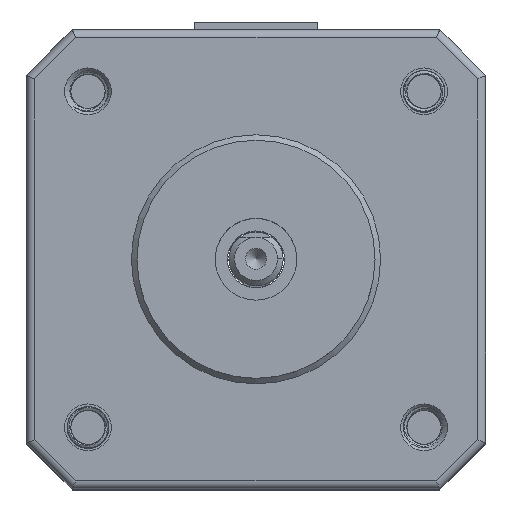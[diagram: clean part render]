
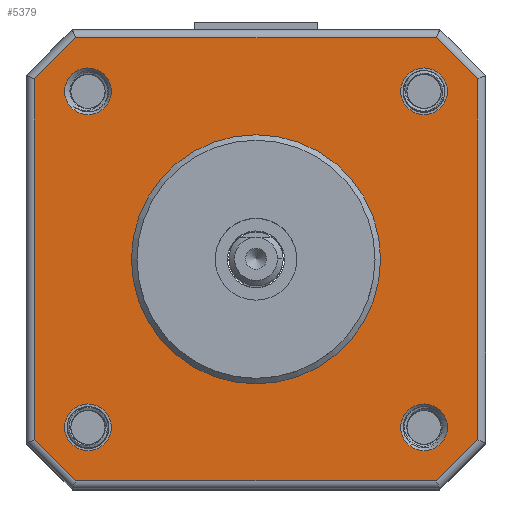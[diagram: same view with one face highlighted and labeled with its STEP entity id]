
A CAD part, top view. The second image highlights one B-rep face of the part: STEP entity #5379.
In plain terms, the highlighted planar face has unit normal (0, 0, 1).
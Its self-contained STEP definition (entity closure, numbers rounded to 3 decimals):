
#24=FACE_BOUND('',#1077,.T.);
#25=FACE_BOUND('',#1078,.T.);
#26=FACE_BOUND('',#1079,.T.);
#27=FACE_BOUND('',#1080,.T.);
#28=FACE_BOUND('',#1081,.T.);
#181=PLANE('',#5805);
#764=FACE_OUTER_BOUND('',#1076,.T.);
#1076=EDGE_LOOP('',(#4692,#4693,#4694,#4695,#4696,#4697,#4698,#4699));
#1077=EDGE_LOOP('',(#4700));
#1078=EDGE_LOOP('',(#4701));
#1079=EDGE_LOOP('',(#4702));
#1080=EDGE_LOOP('',(#4703));
#1081=EDGE_LOOP('',(#4704));
#1435=LINE('',#31101,#1824);
#1440=LINE('',#31114,#1829);
#1443=LINE('',#31122,#1832);
#1446=LINE('',#31130,#1835);
#1449=LINE('',#31138,#1838);
#1451=LINE('',#31144,#1840);
#1452=LINE('',#31148,#1841);
#1453=LINE('',#31150,#1842);
#1824=VECTOR('',#6818,1000.);
#1829=VECTOR('',#6833,1000.);
#1832=VECTOR('',#6842,1000.);
#1835=VECTOR('',#6851,1000.);
#1838=VECTOR('',#6860,1000.);
#1840=VECTOR('',#6868,1000.);
#1841=VECTOR('',#6873,1000.);
#1842=VECTOR('',#6876,1000.);
#1989=CIRCLE('',#5734,11.493);
#1994=CIRCLE('',#5742,2.155);
#1997=CIRCLE('',#5747,2.155);
#2000=CIRCLE('',#5752,2.155);
#2003=CIRCLE('',#5757,2.155);
#2424=VERTEX_POINT('',#19947);
#2432=VERTEX_POINT('',#20039);
#2438=VERTEX_POINT('',#20141);
#2444=VERTEX_POINT('',#20259);
#2450=VERTEX_POINT('',#20393);
#2474=VERTEX_POINT('',#31098);
#2475=VERTEX_POINT('',#31100);
#2478=VERTEX_POINT('',#31112);
#2480=VERTEX_POINT('',#31120);
#2482=VERTEX_POINT('',#31128);
#2484=VERTEX_POINT('',#31136);
#2485=VERTEX_POINT('',#31142);
#2486=VERTEX_POINT('',#31146);
#3119=EDGE_CURVE('',#2424,#2424,#1989,.T.);
#3132=EDGE_CURVE('',#2432,#2432,#1994,.T.);
#3141=EDGE_CURVE('',#2438,#2438,#1997,.T.);
#3150=EDGE_CURVE('',#2444,#2444,#2000,.T.);
#3159=EDGE_CURVE('',#2450,#2450,#2003,.T.);
#3214=EDGE_CURVE('',#2475,#2474,#1435,.T.);
#3221=EDGE_CURVE('',#2474,#2478,#1440,.T.);
#3225=EDGE_CURVE('',#2478,#2480,#1443,.T.);
#3229=EDGE_CURVE('',#2480,#2482,#1446,.T.);
#3233=EDGE_CURVE('',#2482,#2484,#1449,.T.);
#3236=EDGE_CURVE('',#2484,#2485,#1451,.T.);
#3238=EDGE_CURVE('',#2485,#2486,#1452,.T.);
#3239=EDGE_CURVE('',#2486,#2475,#1453,.T.);
#4692=ORIENTED_EDGE('',*,*,#3238,.T.);
#4693=ORIENTED_EDGE('',*,*,#3239,.T.);
#4694=ORIENTED_EDGE('',*,*,#3214,.T.);
#4695=ORIENTED_EDGE('',*,*,#3221,.T.);
#4696=ORIENTED_EDGE('',*,*,#3225,.T.);
#4697=ORIENTED_EDGE('',*,*,#3229,.T.);
#4698=ORIENTED_EDGE('',*,*,#3233,.T.);
#4699=ORIENTED_EDGE('',*,*,#3236,.T.);
#4700=ORIENTED_EDGE('',*,*,#3141,.T.);
#4701=ORIENTED_EDGE('',*,*,#3132,.T.);
#4702=ORIENTED_EDGE('',*,*,#3150,.T.);
#4703=ORIENTED_EDGE('',*,*,#3159,.T.);
#4704=ORIENTED_EDGE('',*,*,#3119,.T.);
#5379=ADVANCED_FACE('',(#764,#24,#25,#26,#27,#28),#181,.F.);
#5734=AXIS2_PLACEMENT_3D('',#19948,#6689,#6690);
#5742=AXIS2_PLACEMENT_3D('',#20041,#6708,#6709);
#5747=AXIS2_PLACEMENT_3D('',#20143,#6719,#6720);
#5752=AXIS2_PLACEMENT_3D('',#20261,#6730,#6731);
#5757=AXIS2_PLACEMENT_3D('',#20395,#6741,#6742);
#5805=AXIS2_PLACEMENT_3D('',#31151,#6877,#6878);
#6689=DIRECTION('center_axis',(0.,0.,-1.));
#6690=DIRECTION('ref_axis',(-1.,0.,0.));
#6708=DIRECTION('center_axis',(0.,0.,-1.));
#6709=DIRECTION('ref_axis',(-1.,0.,0.));
#6719=DIRECTION('center_axis',(0.,0.,-1.));
#6720=DIRECTION('ref_axis',(-1.,0.,0.));
#6730=DIRECTION('center_axis',(0.,0.,-1.));
#6731=DIRECTION('ref_axis',(-1.,0.,0.));
#6741=DIRECTION('center_axis',(0.,0.,-1.));
#6742=DIRECTION('ref_axis',(-1.,0.,0.));
#6818=DIRECTION('',(-0.707,-0.707,0.));
#6833=DIRECTION('',(0.,-1.,0.));
#6842=DIRECTION('',(0.707,-0.707,0.));
#6851=DIRECTION('',(1.,0.,0.));
#6860=DIRECTION('',(0.707,0.707,0.));
#6868=DIRECTION('',(0.,1.,0.));
#6873=DIRECTION('',(-0.707,0.707,0.));
#6876=DIRECTION('',(-1.,0.,0.));
#6877=DIRECTION('center_axis',(0.,0.,-1.));
#6878=DIRECTION('ref_axis',(-1.,0.,0.));
#19947=CARTESIAN_POINT('',(11.493,0.,10.987));
#19948=CARTESIAN_POINT('Origin',(0.,0.,10.987));
#20039=CARTESIAN_POINT('',(-15.5,-17.655,10.987));
#20041=CARTESIAN_POINT('Origin',(-15.5,-15.5,10.987));
#20141=CARTESIAN_POINT('',(17.655,-15.5,10.987));
#20143=CARTESIAN_POINT('Origin',(15.5,-15.5,10.987));
#20259=CARTESIAN_POINT('',(15.5,17.655,10.987));
#20261=CARTESIAN_POINT('Origin',(15.5,15.5,10.987));
#20393=CARTESIAN_POINT('',(-17.655,15.5,10.987));
#20395=CARTESIAN_POINT('Origin',(-15.5,15.5,10.987));
#31098=CARTESIAN_POINT('',(-20.438,16.644,10.987));
#31100=CARTESIAN_POINT('',(-16.644,20.438,10.987));
#31101=CARTESIAN_POINT('',(-18.541,18.541,10.987));
#31112=CARTESIAN_POINT('',(-20.438,-16.644,10.987));
#31114=CARTESIAN_POINT('',(-20.438,0.,10.987));
#31120=CARTESIAN_POINT('',(-16.644,-20.438,10.987));
#31122=CARTESIAN_POINT('',(-18.541,-18.541,10.987));
#31128=CARTESIAN_POINT('',(16.644,-20.438,10.987));
#31130=CARTESIAN_POINT('',(0.,-20.438,10.987));
#31136=CARTESIAN_POINT('',(20.438,-16.644,10.987));
#31138=CARTESIAN_POINT('',(18.541,-18.541,10.987));
#31142=CARTESIAN_POINT('',(20.438,16.644,10.987));
#31144=CARTESIAN_POINT('',(20.438,0.,10.987));
#31146=CARTESIAN_POINT('',(16.644,20.438,10.987));
#31148=CARTESIAN_POINT('',(18.541,18.541,10.987));
#31150=CARTESIAN_POINT('',(0.,20.438,10.987));
#31151=CARTESIAN_POINT('Origin',(0.,0.,10.987));
